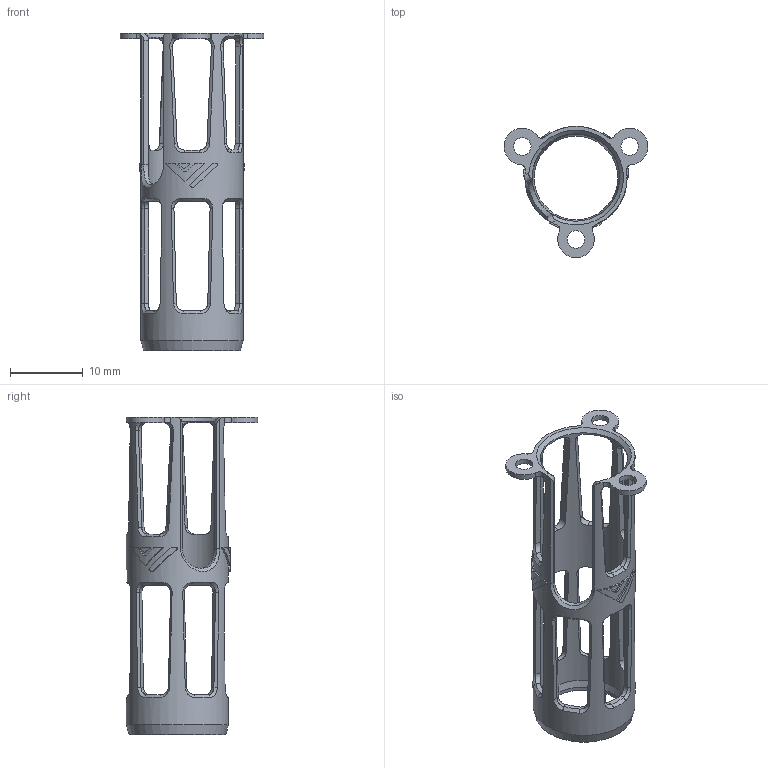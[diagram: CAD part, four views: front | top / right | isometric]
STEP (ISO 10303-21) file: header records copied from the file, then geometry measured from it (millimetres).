
FILE_DESCRIPTION(/* description */ (''),/* implementation_level */ '2;1');
FILE_NAME(/* name */ 'Heatshielf.step',/* time_stamp */ '2025-09-10T21:00:36-07:00',/* author */ (''),/* organization */ (''),/* preprocessor_version */ 'ST-DEVELOPER v20.1',/* originating_system */ 'Autodesk Translation Framework v14.17.0.0',/* authorisation */ '');
FILE_SCHEMA (('AUTOMOTIVE_DESIGN { 1 0 10303 214 3 1 1 }'));
Length unit declared in the file: millimetre
Products named in the file (1): Heatshield
Bounding box: 19.7 x 17.99 x 43.5 mm (x, y, z)
Volume: 878.6 mm3; surface area: 2313.3 mm2
Topology: 1 solids, 1 shells, 326 faces, 887 edges, 567 vertices
Faces by surface type: bspline 147, plane 89, cylinder 71, cone 19
Full cylindrical faces by diameter (mm): 2.4 x3, 11.464 x1, 12 x1, 14 x1
Entity records: 15393 total; most frequent: CARTESIAN_POINT 8063, ORIENTED_EDGE 1774, DIRECTION 1092, EDGE_CURVE 887, VERTEX_POINT 567, AXIS2_PLACEMENT_3D 385, B_SPLINE_CURVE_WITH_KNOTS 360, EDGE_LOOP 360
